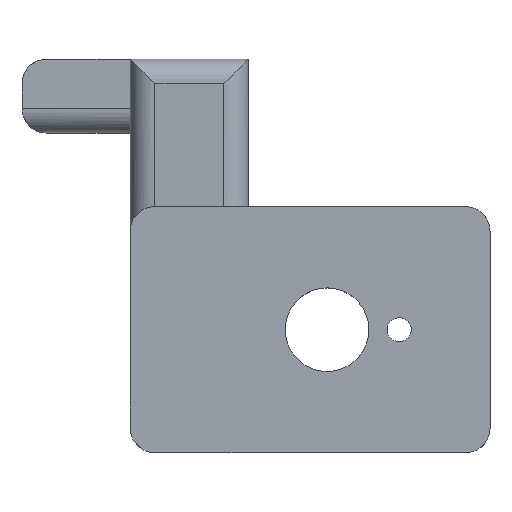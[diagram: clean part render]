
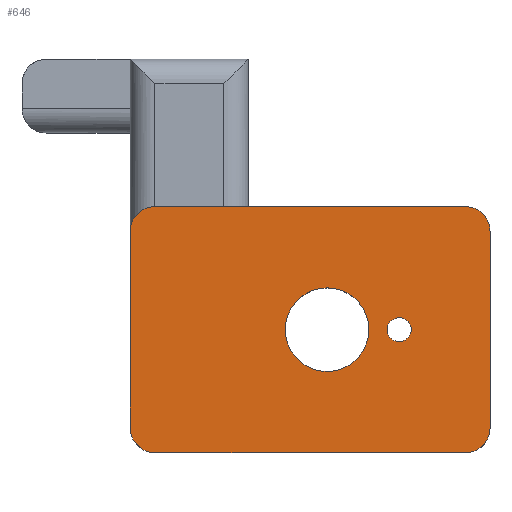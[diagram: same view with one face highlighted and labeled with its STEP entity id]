
A CAD part, top view. The second image highlights one B-rep face of the part: STEP entity #646.
In plain terms, the highlighted planar face has unit normal (0, 0, 1).
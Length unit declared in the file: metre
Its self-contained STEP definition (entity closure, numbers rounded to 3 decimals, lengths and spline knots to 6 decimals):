
#44=CIRCLE('',#700,0.0085);
#46=CIRCLE('',#703,0.00245);
#48=CIRCLE('',#707,0.005);
#49=CIRCLE('',#708,0.005);
#50=CIRCLE('',#709,0.005);
#51=CIRCLE('',#710,0.005);
#111=ORIENTED_EDGE('',*,*,#286,.F.);
#112=ORIENTED_EDGE('',*,*,#284,.F.);
#113=ORIENTED_EDGE('',*,*,#277,.T.);
#114=ORIENTED_EDGE('',*,*,#292,.T.);
#115=ORIENTED_EDGE('',*,*,#278,.T.);
#116=ORIENTED_EDGE('',*,*,#293,.T.);
#117=ORIENTED_EDGE('',*,*,#290,.F.);
#118=ORIENTED_EDGE('',*,*,#294,.T.);
#119=ORIENTED_EDGE('',*,*,#262,.F.);
#120=ORIENTED_EDGE('',*,*,#295,.T.);
#262=EDGE_CURVE('',#354,#355,#414,.T.);
#277=EDGE_CURVE('',#360,#367,#426,.T.);
#278=EDGE_CURVE('',#368,#369,#427,.T.);
#284=EDGE_CURVE('',#373,#373,#44,.T.);
#286=EDGE_CURVE('',#375,#375,#46,.T.);
#290=EDGE_CURVE('',#379,#380,#435,.T.);
#292=EDGE_CURVE('',#367,#368,#48,.T.);
#293=EDGE_CURVE('',#369,#380,#49,.T.);
#294=EDGE_CURVE('',#379,#355,#50,.T.);
#295=EDGE_CURVE('',#354,#360,#51,.T.);
#354=VERTEX_POINT('',#991);
#355=VERTEX_POINT('',#993);
#360=VERTEX_POINT('',#1005);
#367=VERTEX_POINT('',#1020);
#368=VERTEX_POINT('',#1024);
#369=VERTEX_POINT('',#1025);
#373=VERTEX_POINT('',#1036);
#375=VERTEX_POINT('',#1041);
#379=VERTEX_POINT('',#1049);
#380=VERTEX_POINT('',#1051);
#414=LINE('',#992,#478);
#426=LINE('',#1021,#490);
#427=LINE('',#1023,#491);
#435=LINE('',#1050,#499);
#478=VECTOR('',#784,1.);
#490=VECTOR('',#804,1.);
#491=VECTOR('',#807,1.);
#499=VECTOR('',#829,1.);
#539=EDGE_LOOP('',(#111));
#540=EDGE_LOOP('',(#112));
#541=EDGE_LOOP('',(#113,#114,#115,#116,#117,#118,#119,#120));
#584=FACE_BOUND('',#539,.T.);
#585=FACE_BOUND('',#540,.T.);
#586=FACE_BOUND('',#541,.T.);
#624=PLANE('',#706);
#646=ADVANCED_FACE('',(#584,#585,#586),#624,.T.);
#700=AXIS2_PLACEMENT_3D('',#1035,#815,#816);
#703=AXIS2_PLACEMENT_3D('',#1040,#821,#822);
#706=AXIS2_PLACEMENT_3D('',#1053,#831,#832);
#707=AXIS2_PLACEMENT_3D('',#1054,#833,#834);
#708=AXIS2_PLACEMENT_3D('',#1055,#835,#836);
#709=AXIS2_PLACEMENT_3D('',#1056,#837,#838);
#710=AXIS2_PLACEMENT_3D('',#1057,#839,#840);
#784=DIRECTION('',(1.,0.,0.));
#804=DIRECTION('',(0.,-1.,0.));
#807=DIRECTION('',(1.,0.,0.));
#815=DIRECTION('',(0.,0.,1.));
#816=DIRECTION('',(1.,0.,0.));
#821=DIRECTION('',(0.,0.,1.));
#822=DIRECTION('',(1.,0.,0.));
#829=DIRECTION('',(0.,-1.,0.));
#831=DIRECTION('',(0.,0.,1.));
#832=DIRECTION('',(1.,0.,0.));
#833=DIRECTION('',(0.,0.,1.));
#834=DIRECTION('',(1.,0.,0.));
#835=DIRECTION('',(0.,0.,1.));
#836=DIRECTION('',(1.,0.,0.));
#837=DIRECTION('',(0.,0.,1.));
#838=DIRECTION('',(1.,0.,0.));
#839=DIRECTION('',(0.,0.,1.));
#840=DIRECTION('',(1.,0.,0.));
#991=CARTESIAN_POINT('',(0.005,0.05,0.013));
#992=CARTESIAN_POINT('',(0.03655,0.05,0.013));
#993=CARTESIAN_POINT('',(0.0681,0.05,0.013));
#1005=CARTESIAN_POINT('',(0.,0.045,0.013));
#1020=CARTESIAN_POINT('',(0.,0.005,0.013));
#1021=CARTESIAN_POINT('',(0.,0.025,0.013));
#1023=CARTESIAN_POINT('',(0.03655,0.,0.013));
#1024=CARTESIAN_POINT('',(0.005,0.,0.013));
#1025=CARTESIAN_POINT('',(0.0681,0.,0.013));
#1035=CARTESIAN_POINT('',(0.04,0.025,0.013));
#1036=CARTESIAN_POINT('',(0.0485,0.025,0.013));
#1040=CARTESIAN_POINT('',(0.05465,0.025,0.013));
#1041=CARTESIAN_POINT('',(0.0571,0.025,0.013));
#1049=CARTESIAN_POINT('',(0.0731,0.045,0.013));
#1050=CARTESIAN_POINT('',(0.0731,0.025,0.013));
#1051=CARTESIAN_POINT('',(0.0731,0.005,0.013));
#1053=CARTESIAN_POINT('',(0.03655,0.025,0.013));
#1054=CARTESIAN_POINT('',(0.005,0.005,0.013));
#1055=CARTESIAN_POINT('',(0.0681,0.005,0.013));
#1056=CARTESIAN_POINT('',(0.0681,0.045,0.013));
#1057=CARTESIAN_POINT('',(0.005,0.045,0.013));
